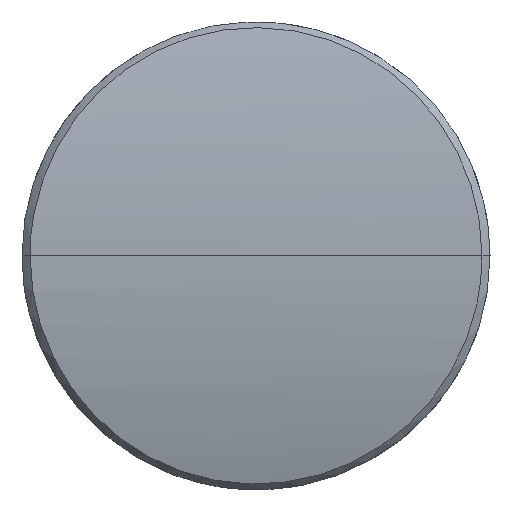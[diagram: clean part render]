
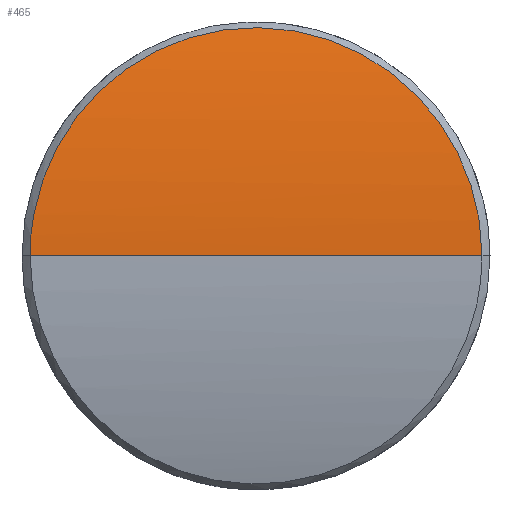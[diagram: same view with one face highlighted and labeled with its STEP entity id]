
A CAD part, top view. The second image highlights one B-rep face of the part: STEP entity #465.
In plain terms, the highlighted cylindrical face has radius 20.48 mm (diameter 40.96 mm), a partial arc.
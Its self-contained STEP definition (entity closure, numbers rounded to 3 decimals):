
#6 = CARTESIAN_POINT ( 'NONE',  ( 0.182, 5.706, 2.192 ) ) ;
#17 = CARTESIAN_POINT ( 'NONE',  ( -1.198, 5.577, 2.229 ) ) ;
#28 = CARTESIAN_POINT ( 'NONE',  ( -1.56, 5.485, 2.255 ) ) ;
#39 = CARTESIAN_POINT ( 'NONE',  ( 4.249, 3.765, 2.655 ) ) ;
#76 = CARTESIAN_POINT ( 'NONE',  ( 40., 0., 3.003 ) ) ;
#87 = CARTESIAN_POINT ( 'NONE',  ( -3.728, 4.291, 2.549 ) ) ;
#176 = CARTESIAN_POINT ( 'NONE',  ( 3.727, 4.292, 2.549 ) ) ;
#189 = CARTESIAN_POINT ( 'NONE',  ( 5.289, 2.017, 2.905 ) ) ;
#198 = CARTESIAN_POINT ( 'NONE',  ( -0.372, 5.706, 2.192 ) ) ;
#208 = CARTESIAN_POINT ( 'NONE',  ( 1.468, 5.513, 2.247 ) ) ;
#233 = CARTESIAN_POINT ( 'NONE',  ( -3.863, 4.168, 2.575 ) ) ;
#246 = CARTESIAN_POINT ( 'NONE',  ( -4.593, 3.328, 2.732 ) ) ;
#343 = EDGE_LOOP ( 'NONE', ( #1786, #1097 ) ) ;
#349 = DIRECTION ( 'NONE',  ( -1., 0., 0. ) ) ;
#360 = CARTESIAN_POINT ( 'NONE',  ( 5.576, 0.939, 2.983 ) ) ;
#381 = CARTESIAN_POINT ( 'NONE',  ( 0.925, 5.632, 2.214 ) ) ;
#391 = CARTESIAN_POINT ( 'NONE',  ( 5.641, 0.375, 3.001 ) ) ;
#402 = CARTESIAN_POINT ( 'NONE',  ( 2.834, 4.94, 2.399 ) ) ;
#415 = CARTESIAN_POINT ( 'NONE',  ( -5.65, 0., 3.003 ) ) ;
#465 = ADVANCED_FACE ( 'NONE', ( #516 ), #1208, .T. ) ;
#483 = DIRECTION ( 'NONE',  ( 0., 0., 1. ) ) ;
#516 = FACE_OUTER_BOUND ( 'NONE', #343, .T. ) ;
#524 = CARTESIAN_POINT ( 'NONE',  ( -0.741, 5.669, 2.203 ) ) ;
#537 = AXIS2_PLACEMENT_3D ( 'NONE', #651, #349, #483 ) ;
#546 = CARTESIAN_POINT ( 'NONE',  ( -2.338, 5.197, 2.333 ) ) ;
#556 = CARTESIAN_POINT ( 'NONE',  ( 5.65, 0., 3.003 ) ) ;
#569 = CARTESIAN_POINT ( 'NONE',  ( -2.99, 4.845, 2.422 ) ) ;
#590 = EDGE_CURVE ( 'NONE', #1270, #733, #1206, .T. ) ;
#609 = CARTESIAN_POINT ( 'NONE',  ( -4.892, 2.861, 2.803 ) ) ;
#634 = EDGE_CURVE ( 'NONE', #1270, #733, #1792, .T. ) ;
#651 = CARTESIAN_POINT ( 'NONE',  ( 40., 0., -17.477 ) ) ;
#704 = CARTESIAN_POINT ( 'NONE',  ( 5.65, 0.188, 3.003 ) ) ;
#726 = CARTESIAN_POINT ( 'NONE',  ( 1.29, 5.558, 2.235 ) ) ;
#733 = VERTEX_POINT ( 'NONE', #763 ) ;
#763 = CARTESIAN_POINT ( 'NONE',  ( -5.65, 0., 3.003 ) ) ;
#777 = CARTESIAN_POINT ( 'NONE',  ( -4.124, 3.905, 2.628 ) ) ;
#789 = CARTESIAN_POINT ( 'NONE',  ( -4.798, 3.019, 2.78 ) ) ;
#874 = CARTESIAN_POINT ( 'NONE',  ( 4.127, 3.902, 2.629 ) ) ;
#907 = CARTESIAN_POINT ( 'NONE',  ( 5.075, 2.535, 2.849 ) ) ;
#1011 = CARTESIAN_POINT ( 'NONE',  ( 5.65, 0., 3.003 ) ) ;
#1055 = CARTESIAN_POINT ( 'NONE',  ( 4.592, 3.33, 2.731 ) ) ;
#1090 = CARTESIAN_POINT ( 'NONE',  ( 5.458, 1.486, 2.95 ) ) ;
#1097 = ORIENTED_EDGE ( 'NONE', *, *, #590, .T. ) ;
#1206 = B_SPLINE_CURVE_WITH_KNOTS ( 'NONE', 3,
 ( #556, #704, #391, #1243, #360, #2078, #1090, #1219, #189, #907, #1940, #1055, #1391, #39, #874, #1425, #176, #1565, #1745, #1575, #402, #1231, #1757, #1401, #1586, #208, #726, #381, #1768, #1918, #6, #198, #524, #17, #2108, #1437, #28, #1415, #2097, #546, #2120, #1930, #569, #1264, #2133, #87, #233, #777, #1986, #2159, #246, #789, #609, #1475, #1462, #1975, #1623, #415 ),
 .UNSPECIFIED., .F., .F.,
 ( 4, 2, 2, 2, 2, 2, 2, 2, 2, 2, 2, 2, 2, 2, 2, 2, 2, 2, 2, 2, 2, 2, 2, 2, 2, 2, 2, 2, 4 ),
 ( 0.5, 0.516, 0.531, 0.547, 0.563, 0.594, 0.609, 0.625, 0.641, 0.656, 0.672, 0.688, 0.703, 0.719, 0.734, 0.75, 0.781, 0.789, 0.797, 0.813, 0.828, 0.844, 0.859, 0.875, 0.891, 0.906, 0.922, 0.938, 1. ),
 .UNSPECIFIED. ) ;
#1208 = CYLINDRICAL_SURFACE ( 'NONE', #537, 20.48 ) ;
#1219 = CARTESIAN_POINT ( 'NONE',  ( 5.35, 1.842, 2.921 ) ) ;
#1231 = CARTESIAN_POINT ( 'NONE',  ( 2.506, 5.117, 2.354 ) ) ;
#1243 = CARTESIAN_POINT ( 'NONE',  ( 5.604, 0.75, 2.99 ) ) ;
#1264 = CARTESIAN_POINT ( 'NONE',  ( -3.296, 4.638, 2.471 ) ) ;
#1270 = VERTEX_POINT ( 'NONE', #1011 ) ;
#1391 = CARTESIAN_POINT ( 'NONE',  ( 4.483, 3.478, 2.706 ) ) ;
#1401 = CARTESIAN_POINT ( 'NONE',  ( 1.995, 5.341, 2.295 ) ) ;
#1415 = CARTESIAN_POINT ( 'NONE',  ( -1.825, 5.403, 2.278 ) ) ;
#1425 = CARTESIAN_POINT ( 'NONE',  ( 3.865, 4.166, 2.575 ) ) ;
#1437 = CARTESIAN_POINT ( 'NONE',  ( -1.469, 5.51, 2.248 ) ) ;
#1462 = CARTESIAN_POINT ( 'NONE',  ( -5.145, 2.366, 2.867 ) ) ;
#1475 = CARTESIAN_POINT ( 'NONE',  ( -5.066, 2.532, 2.847 ) ) ;
#1565 = CARTESIAN_POINT ( 'NONE',  ( 3.442, 4.528, 2.497 ) ) ;
#1575 = CARTESIAN_POINT ( 'NONE',  ( 2.989, 4.845, 2.422 ) ) ;
#1586 = CARTESIAN_POINT ( 'NONE',  ( 1.821, 5.404, 2.277 ) ) ;
#1623 = CARTESIAN_POINT ( 'NONE',  ( -5.65, 0.754, 3.003 ) ) ;
#1626 = VECTOR ( 'NONE', #1657, 1000. ) ;
#1657 = DIRECTION ( 'NONE',  ( -1., 0., 0. ) ) ;
#1745 = CARTESIAN_POINT ( 'NONE',  ( 3.295, 4.638, 2.471 ) ) ;
#1757 = CARTESIAN_POINT ( 'NONE',  ( 2.338, 5.198, 2.333 ) ) ;
#1768 = CARTESIAN_POINT ( 'NONE',  ( 0.74, 5.66, 2.206 ) ) ;
#1786 = ORIENTED_EDGE ( 'NONE', *, *, #634, .F. ) ;
#1792 = LINE ( 'NONE', #76, #1626 ) ;
#1918 = CARTESIAN_POINT ( 'NONE',  ( 0.37, 5.697, 2.195 ) ) ;
#1930 = CARTESIAN_POINT ( 'NONE',  ( -2.83, 4.942, 2.398 ) ) ;
#1940 = CARTESIAN_POINT ( 'NONE',  ( 4.898, 2.868, 2.804 ) ) ;
#1975 = CARTESIAN_POINT ( 'NONE',  ( -5.503, 1.497, 2.96 ) ) ;
#1986 = CARTESIAN_POINT ( 'NONE',  ( -4.247, 3.768, 2.654 ) ) ;
#2078 = CARTESIAN_POINT ( 'NONE',  ( 5.503, 1.305, 2.962 ) ) ;
#2097 = CARTESIAN_POINT ( 'NONE',  ( -1.999, 5.34, 2.295 ) ) ;
#2108 = CARTESIAN_POINT ( 'NONE',  ( -1.288, 5.556, 2.235 ) ) ;
#2120 = CARTESIAN_POINT ( 'NONE',  ( -2.504, 5.118, 2.354 ) ) ;
#2133 = CARTESIAN_POINT ( 'NONE',  ( -3.445, 4.526, 2.497 ) ) ;
#2159 = CARTESIAN_POINT ( 'NONE',  ( -4.482, 3.479, 2.706 ) ) ;
